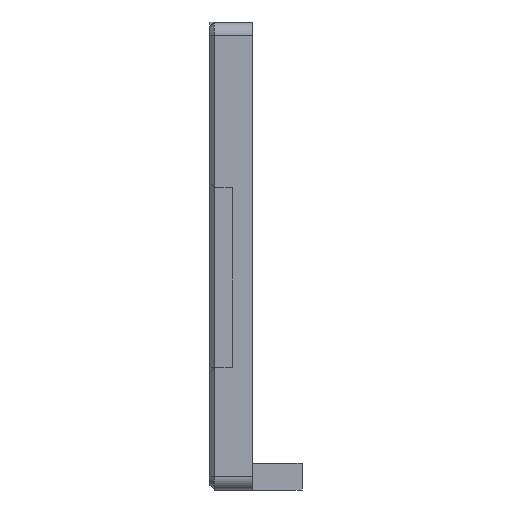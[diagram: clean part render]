
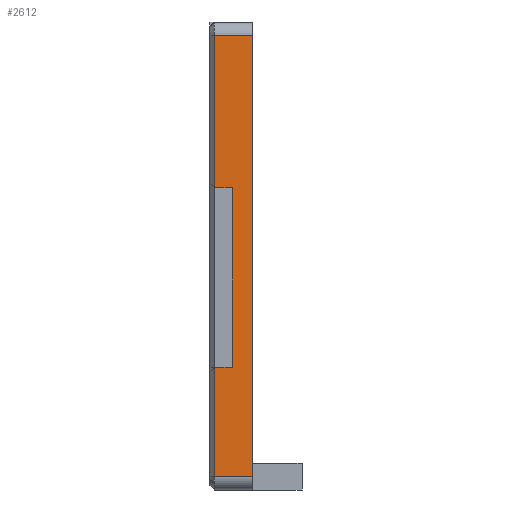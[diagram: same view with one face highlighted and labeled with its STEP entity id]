
A CAD part, left-side view. The second image highlights one B-rep face of the part: STEP entity #2612.
In plain terms, the highlighted planar face has unit normal (-1, 0, 0).
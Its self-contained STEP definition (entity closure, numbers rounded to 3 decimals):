
#260=FACE_OUTER_BOUND('',#409,.T.);
#409=EDGE_LOOP('',(#1944,#1945,#1946,#1947,#1948,#1949,#1950,#1951));
#573=LINE('',#3879,#850);
#627=LINE('',#4016,#904);
#633=LINE('',#4027,#910);
#634=LINE('',#4029,#911);
#635=LINE('',#4031,#912);
#636=LINE('',#4033,#913);
#637=LINE('',#4035,#914);
#638=LINE('',#4036,#915);
#850=VECTOR('',#3129,1.6);
#904=VECTOR('',#3267,1.6);
#910=VECTOR('',#3275,9.722);
#911=VECTOR('',#3278,16.);
#912=VECTOR('',#3279,3.4);
#913=VECTOR('',#3280,39.272);
#914=VECTOR('',#3281,3.4);
#915=VECTOR('',#3282,13.55);
#1066=VERTEX_POINT('',#3699);
#1123=VERTEX_POINT('',#3869);
#1126=VERTEX_POINT('',#3877);
#1167=VERTEX_POINT('',#4015);
#1171=VERTEX_POINT('',#4025);
#1172=VERTEX_POINT('',#4030);
#1173=VERTEX_POINT('',#4032);
#1174=VERTEX_POINT('',#4034);
#1396=EDGE_CURVE('',#1126,#1123,#573,.T.);
#1464=EDGE_CURVE('',#1167,#1066,#627,.T.);
#1470=EDGE_CURVE('',#1171,#1066,#633,.T.);
#1471=EDGE_CURVE('',#1167,#1126,#634,.T.);
#1472=EDGE_CURVE('',#1172,#1171,#635,.T.);
#1473=EDGE_CURVE('',#1172,#1173,#636,.T.);
#1474=EDGE_CURVE('',#1174,#1173,#637,.T.);
#1475=EDGE_CURVE('',#1123,#1174,#638,.T.);
#1944=ORIENTED_EDGE('',*,*,#1471,.F.);
#1945=ORIENTED_EDGE('',*,*,#1464,.T.);
#1946=ORIENTED_EDGE('',*,*,#1470,.F.);
#1947=ORIENTED_EDGE('',*,*,#1472,.F.);
#1948=ORIENTED_EDGE('',*,*,#1473,.T.);
#1949=ORIENTED_EDGE('',*,*,#1474,.F.);
#1950=ORIENTED_EDGE('',*,*,#1475,.F.);
#1951=ORIENTED_EDGE('',*,*,#1396,.F.);
#2498=PLANE('',#2816);
#2612=ADVANCED_FACE('',(#260),#2498,.F.);
#2816=AXIS2_PLACEMENT_3D('',#4028,#3276,#3277);
#3129=DIRECTION('',(0.,1.,0.));
#3267=DIRECTION('',(0.,1.,0.));
#3275=DIRECTION('',(0.,0.,1.));
#3276=DIRECTION('center_axis',(1.,0.,0.));
#3277=DIRECTION('ref_axis',(0.,-1.,0.));
#3278=DIRECTION('',(0.,0.,1.));
#3279=DIRECTION('',(0.,1.,0.));
#3280=DIRECTION('',(0.,0.,1.));
#3281=DIRECTION('',(0.,-1.,0.));
#3282=DIRECTION('',(0.,0.,1.));
#3699=CARTESIAN_POINT('',(-41.678,-113.274,-182.458));
#3869=CARTESIAN_POINT('',(-41.678,-113.274,-166.458));
#3877=CARTESIAN_POINT('',(-41.678,-114.874,-166.458));
#3879=CARTESIAN_POINT('',(-41.678,-114.874,-166.458));
#4015=CARTESIAN_POINT('',(-41.678,-114.874,-182.458));
#4016=CARTESIAN_POINT('',(-41.678,-114.874,-182.458));
#4025=CARTESIAN_POINT('',(-41.678,-113.274,-192.18));
#4027=CARTESIAN_POINT('',(-41.678,-113.274,-192.18));
#4028=CARTESIAN_POINT('Origin',(-41.678,-116.959,-158.958));
#4029=CARTESIAN_POINT('',(-41.678,-114.874,-182.458));
#4030=CARTESIAN_POINT('',(-41.678,-116.674,-192.18));
#4031=CARTESIAN_POINT('',(-41.678,-116.674,-192.18));
#4032=CARTESIAN_POINT('',(-41.678,-116.674,-152.908));
#4033=CARTESIAN_POINT('',(-41.678,-116.674,-192.18));
#4034=CARTESIAN_POINT('',(-41.678,-113.274,-152.908));
#4035=CARTESIAN_POINT('',(-41.678,-113.274,-152.908));
#4036=CARTESIAN_POINT('',(-41.678,-113.274,-166.458));
